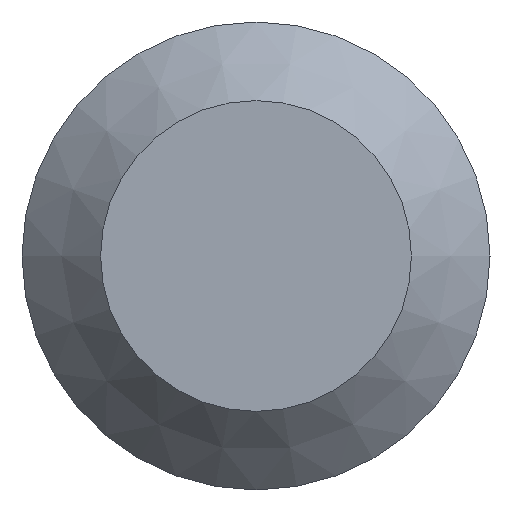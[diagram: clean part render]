
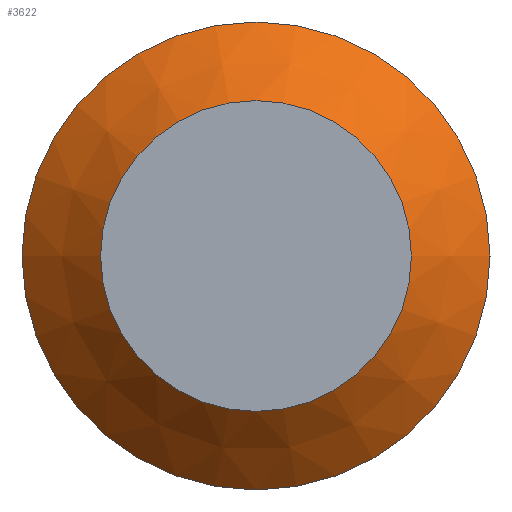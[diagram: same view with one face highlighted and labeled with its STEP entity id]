
A CAD part, left-side view. The second image highlights one B-rep face of the part: STEP entity #3622.
In plain terms, the highlighted conical face has half-angle 45 degrees and reference radius 3.32 mm.
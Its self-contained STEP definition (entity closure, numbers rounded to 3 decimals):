
#451 = CARTESIAN_POINT ( 'NONE',  ( 1.68, -5., 0. ) ) ;
#672 = EDGE_LOOP ( 'NONE', ( #8508 ) ) ;
#692 = CARTESIAN_POINT ( 'NONE',  ( 0., 0., 0. ) ) ;
#2448 = AXIS2_PLACEMENT_3D ( 'NONE', #15426, #16779, #11483 ) ;
#2741 = FACE_OUTER_BOUND ( 'NONE', #7342, .T. ) ;
#2744 = ORIENTED_EDGE ( 'NONE', *, *, #3193, .T. ) ;
#3097 = VERTEX_POINT ( 'NONE', #8486 ) ;
#3193 = EDGE_CURVE ( 'NONE', #14947, #14947, #10254, .T. ) ;
#3622 = ADVANCED_FACE ( 'NONE', ( #2741, #9847 ), #8999, .T. ) ;
#7117 = DIRECTION ( 'NONE',  ( -1., 0., 0. ) ) ;
#7174 = DIRECTION ( 'NONE',  ( 0., -1., 0. ) ) ;
#7342 = EDGE_LOOP ( 'NONE', ( #2744 ) ) ;
#7597 = AXIS2_PLACEMENT_3D ( 'NONE', #17255, #16896, #7767 ) ;
#7767 = DIRECTION ( 'NONE',  ( 0., 1., 0. ) ) ;
#7769 = AXIS2_PLACEMENT_3D ( 'NONE', #692, #7117, #7174 ) ;
#8486 = CARTESIAN_POINT ( 'NONE',  ( 0., -3.32, 0. ) ) ;
#8508 = ORIENTED_EDGE ( 'NONE', *, *, #16902, .F. ) ;
#8999 = CONICAL_SURFACE ( 'NONE', #7597, 3.32, 0.785 ) ;
#9847 = FACE_BOUND ( 'NONE', #672, .T. ) ;
#10254 = CIRCLE ( 'NONE', #2448, 5. ) ;
#11483 = DIRECTION ( 'NONE',  ( 0., -1., 0. ) ) ;
#14118 = CIRCLE ( 'NONE', #7769, 3.32 ) ;
#14947 = VERTEX_POINT ( 'NONE', #451 ) ;
#15426 = CARTESIAN_POINT ( 'NONE',  ( 1.68, 0., 0. ) ) ;
#16779 = DIRECTION ( 'NONE',  ( -1., 0., 0. ) ) ;
#16896 = DIRECTION ( 'NONE',  ( 1., 0., 0. ) ) ;
#16902 = EDGE_CURVE ( 'NONE', #3097, #3097, #14118, .T. ) ;
#17255 = CARTESIAN_POINT ( 'NONE',  ( 0., 0., 0. ) ) ;
